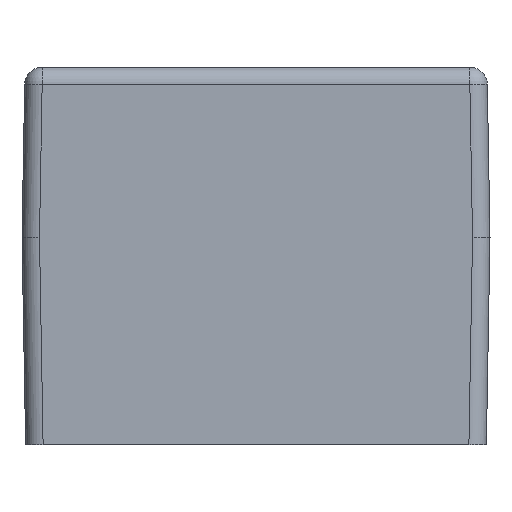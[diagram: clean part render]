
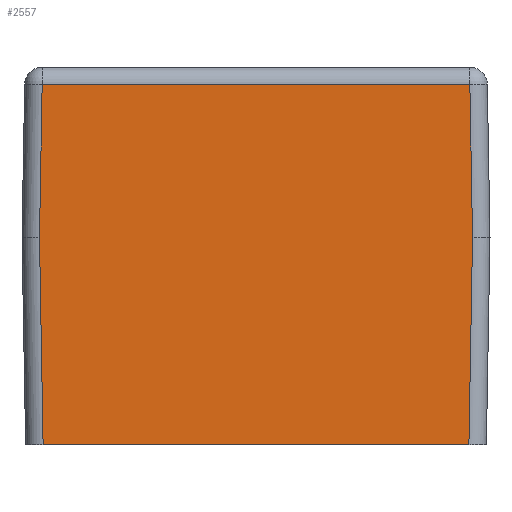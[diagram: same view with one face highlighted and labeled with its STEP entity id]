
A CAD part, front view. The second image highlights one B-rep face of the part: STEP entity #2557.
In plain terms, the highlighted planar face has unit normal (0, -1, 0).
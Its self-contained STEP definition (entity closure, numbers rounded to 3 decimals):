
#1241=FACE_OUTER_BOUND('',#5802,.T.);
#2557=ADVANCED_FACE('',(#1241),#3931,.F.);
#3931=PLANE('',#27427);
#5802=EDGE_LOOP('',(#7844,#7845,#7846,#7847,#7848,#7849));
#7844=ORIENTED_EDGE('',*,*,#17834,.T.);
#7845=ORIENTED_EDGE('',*,*,#17835,.T.);
#7846=ORIENTED_EDGE('',*,*,#17836,.F.);
#7847=ORIENTED_EDGE('',*,*,#17837,.T.);
#7848=ORIENTED_EDGE('',*,*,#17838,.T.);
#7849=ORIENTED_EDGE('',*,*,#17839,.T.);
#15292=VERTEX_POINT('',#37579);
#15293=VERTEX_POINT('',#37580);
#15294=VERTEX_POINT('',#37582);
#15295=VERTEX_POINT('',#37584);
#15296=VERTEX_POINT('',#37586);
#15297=VERTEX_POINT('',#37588);
#17834=EDGE_CURVE('',#15292,#15293,#21567,.T.);
#17835=EDGE_CURVE('',#15293,#15294,#21568,.T.);
#17836=EDGE_CURVE('',#15295,#15294,#21569,.T.);
#17837=EDGE_CURVE('',#15295,#15296,#21570,.T.);
#17838=EDGE_CURVE('',#15296,#15297,#21571,.T.);
#17839=EDGE_CURVE('',#15297,#15292,#21572,.T.);
#21567=LINE('',#37578,#24732);
#21568=LINE('',#37581,#24733);
#21569=LINE('',#37583,#24734);
#21570=LINE('',#37585,#24735);
#21571=LINE('',#37587,#24736);
#21572=LINE('',#37589,#24737);
#24732=VECTOR('',#29907,1.);
#24733=VECTOR('',#29908,1.);
#24734=VECTOR('',#29909,1.);
#24735=VECTOR('',#29910,1.);
#24736=VECTOR('',#29911,1.);
#24737=VECTOR('',#29912,1.);
#27427=AXIS2_PLACEMENT_3D('',#37590,#29913,#29914);
#29907=DIRECTION('',(0.017,0.,1.));
#29908=DIRECTION('',(-0.017,0.,1.));
#29909=DIRECTION('',(1.,0.,0.));
#29910=DIRECTION('',(-0.017,0.,-1.));
#29911=DIRECTION('',(0.017,0.,-1.));
#29912=DIRECTION('',(1.,0.,0.));
#29913=DIRECTION('',(0.,1.,0.));
#29914=DIRECTION('',(0.,0.,1.));
#37578=CARTESIAN_POINT('',(42.196,198.523,17.991));
#37579=CARTESIAN_POINT('',(41.936,198.523,3.112));
#37580=CARTESIAN_POINT('',(42.142,198.523,14.918));
#37581=CARTESIAN_POINT('',(41.973,198.523,24.595));
#37582=CARTESIAN_POINT('',(41.991,198.523,23.617));
#37583=CARTESIAN_POINT('',(30.938,198.523,23.617));
#37584=CARTESIAN_POINT('',(17.635,198.523,23.617));
#37585=CARTESIAN_POINT('',(17.661,198.523,25.15));
#37586=CARTESIAN_POINT('',(17.483,198.523,14.918));
#37587=CARTESIAN_POINT('',(17.422,198.523,18.413));
#37588=CARTESIAN_POINT('',(17.689,198.523,3.112));
#37589=CARTESIAN_POINT('',(17.738,198.523,3.112));
#37590=CARTESIAN_POINT('',(17.738,198.523,18.418));
